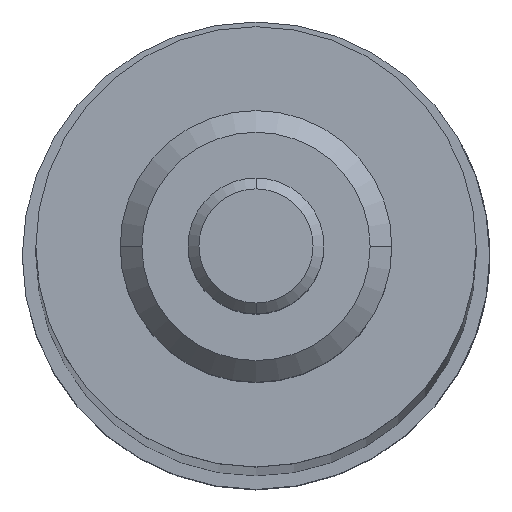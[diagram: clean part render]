
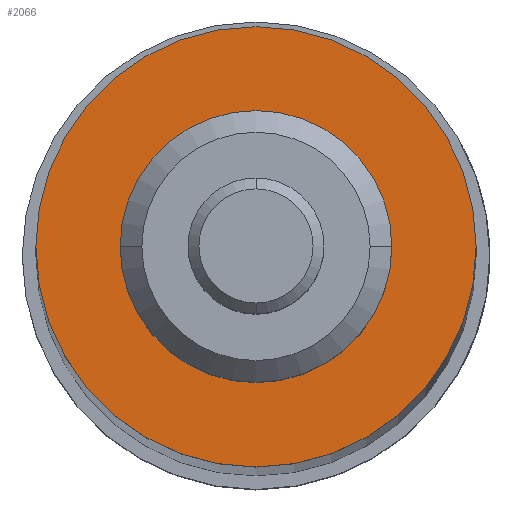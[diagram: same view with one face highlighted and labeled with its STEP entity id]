
A CAD part, top view. The second image highlights one B-rep face of the part: STEP entity #2066.
In plain terms, the highlighted face is planar.
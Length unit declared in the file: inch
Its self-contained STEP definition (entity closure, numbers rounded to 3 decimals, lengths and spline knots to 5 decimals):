
#20 = ORIENTED_EDGE ( 'NONE', *, *, #420, .F. ) ;
#65 = DIRECTION ( 'NONE',  ( -1., 0., 0. ) ) ;
#69 = DIRECTION ( 'NONE',  ( 0., 0., -1. ) ) ;
#90 = DIRECTION ( 'NONE',  ( 0., 0., 1. ) ) ;
#150 = EDGE_LOOP ( 'NONE', ( #20, #406 ) ) ;
#239 = CIRCLE ( 'NONE', #927, 0.405 ) ;
#240 = FACE_BOUND ( 'NONE', #150, .T. ) ;
#351 = CARTESIAN_POINT ( 'NONE',  ( 0.44, 0., 0. ) ) ;
#391 = ORIENTED_EDGE ( 'NONE', *, *, #2215, .T. ) ;
#406 = ORIENTED_EDGE ( 'NONE', *, *, #1167, .F. ) ;
#420 = EDGE_CURVE ( 'NONE', #1798, #1997, #1781, .T. ) ;
#519 = EDGE_CURVE ( 'NONE', #918, #864, #239, .T. ) ;
#535 = DIRECTION ( 'NONE',  ( 0., 0., 1. ) ) ;
#664 = CARTESIAN_POINT ( 'NONE',  ( 0.44, 0., 0.25 ) ) ;
#760 = CARTESIAN_POINT ( 'NONE',  ( 0.44, 0., -0.25 ) ) ;
#813 = ORIENTED_EDGE ( 'NONE', *, *, #519, .T. ) ;
#818 = CIRCLE ( 'NONE', #1022, 0.25 ) ;
#864 = VERTEX_POINT ( 'NONE', #895 ) ;
#873 = DIRECTION ( 'NONE',  ( -1., 0., 0. ) ) ;
#895 = CARTESIAN_POINT ( 'NONE',  ( 0.44, 0., -0.405 ) ) ;
#918 = VERTEX_POINT ( 'NONE', #2078 ) ;
#927 = AXIS2_PLACEMENT_3D ( 'NONE', #1935, #873, #2111 ) ;
#966 = PLANE ( 'NONE',  #1613 ) ;
#1022 = AXIS2_PLACEMENT_3D ( 'NONE', #351, #1599, #535 ) ;
#1140 = CARTESIAN_POINT ( 'NONE',  ( 0.44, 0., 0. ) ) ;
#1142 = DIRECTION ( 'NONE',  ( 1., 0., 0. ) ) ;
#1167 = EDGE_CURVE ( 'NONE', #1997, #1798, #818, .T. ) ;
#1168 = DIRECTION ( 'NONE',  ( -1., 0., 0. ) ) ;
#1321 = DIRECTION ( 'NONE',  ( 0., 0., 1. ) ) ;
#1486 = CARTESIAN_POINT ( 'NONE',  ( 0.44, 0.405, 0. ) ) ;
#1573 = EDGE_LOOP ( 'NONE', ( #813, #391 ) ) ;
#1599 = DIRECTION ( 'NONE',  ( -1., 0., 0. ) ) ;
#1613 = AXIS2_PLACEMENT_3D ( 'NONE', #1486, #1142, #69 ) ;
#1781 = CIRCLE ( 'NONE', #1803, 0.25 ) ;
#1798 = VERTEX_POINT ( 'NONE', #664 ) ;
#1803 = AXIS2_PLACEMENT_3D ( 'NONE', #1140, #65, #1321 ) ;
#1935 = CARTESIAN_POINT ( 'NONE',  ( 0.44, 0., 0. ) ) ;
#1980 = FACE_OUTER_BOUND ( 'NONE', #1573, .T. ) ;
#1997 = VERTEX_POINT ( 'NONE', #760 ) ;
#2066 = ADVANCED_FACE ( 'NONE', ( #240, #1980 ), #966, .F. ) ;
#2078 = CARTESIAN_POINT ( 'NONE',  ( 0.44, 0., 0.405 ) ) ;
#2085 = AXIS2_PLACEMENT_3D ( 'NONE', #2243, #1168, #90 ) ;
#2111 = DIRECTION ( 'NONE',  ( 0., 0., 1. ) ) ;
#2215 = EDGE_CURVE ( 'NONE', #864, #918, #2228, .T. ) ;
#2228 = CIRCLE ( 'NONE', #2085, 0.405 ) ;
#2243 = CARTESIAN_POINT ( 'NONE',  ( 0.44, 0., 0. ) ) ;
